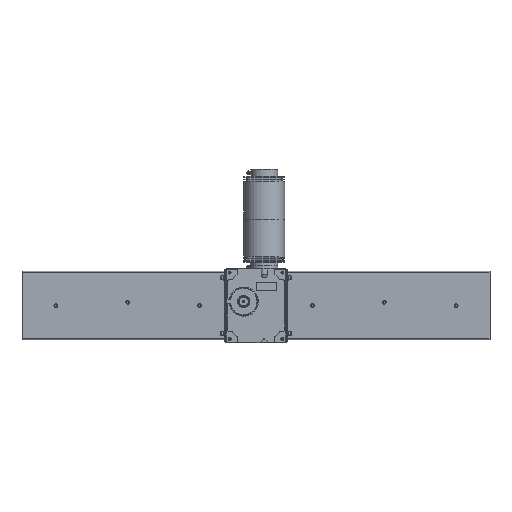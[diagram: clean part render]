
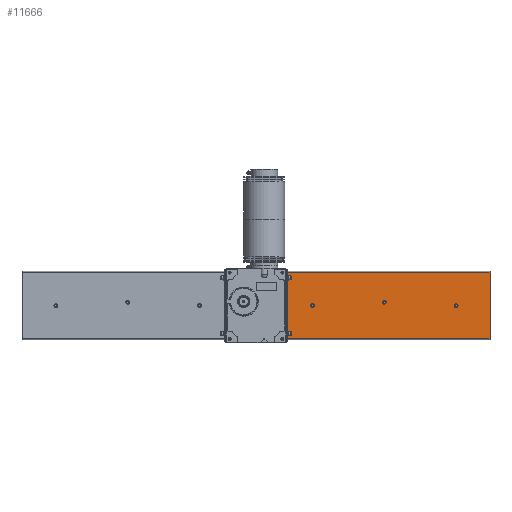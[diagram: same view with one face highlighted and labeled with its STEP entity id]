
A CAD part, top view. The second image highlights one B-rep face of the part: STEP entity #11666.
In plain terms, the highlighted planar face has unit normal (0, 0, 1).
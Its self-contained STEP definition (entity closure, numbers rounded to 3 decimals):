
#685=CIRCLE('',#12680,5.);
#686=CIRCLE('',#12681,5.);
#687=CIRCLE('',#12682,5.);
#1772=ORIENTED_EDGE('',*,*,#4691,.F.);
#1773=ORIENTED_EDGE('',*,*,#4692,.F.);
#1774=ORIENTED_EDGE('',*,*,#4693,.F.);
#1775=ORIENTED_EDGE('',*,*,#4687,.T.);
#1776=ORIENTED_EDGE('',*,*,#4694,.F.);
#1777=ORIENTED_EDGE('',*,*,#4695,.F.);
#1778=ORIENTED_EDGE('',*,*,#4688,.T.);
#4687=EDGE_CURVE('',#6187,#6193,#7241,.T.);
#4688=EDGE_CURVE('',#6194,#6187,#7242,.T.);
#4691=EDGE_CURVE('',#6196,#6196,#685,.F.);
#4692=EDGE_CURVE('',#6197,#6197,#686,.F.);
#4693=EDGE_CURVE('',#6198,#6198,#687,.F.);
#4694=EDGE_CURVE('',#6199,#6193,#7244,.T.);
#4695=EDGE_CURVE('',#6194,#6199,#7245,.T.);
#6187=VERTEX_POINT('',#18245);
#6193=VERTEX_POINT('',#18257);
#6194=VERTEX_POINT('',#18262);
#6196=VERTEX_POINT('',#18268);
#6197=VERTEX_POINT('',#18270);
#6198=VERTEX_POINT('',#18272);
#6199=VERTEX_POINT('',#18274);
#7241=LINE('',#18258,#8211);
#7242=LINE('',#18261,#8212);
#7244=LINE('',#18273,#8214);
#7245=LINE('',#18275,#8215);
#8211=VECTOR('',#14564,1000.);
#8212=VECTOR('',#14569,1000.);
#8214=VECTOR('',#14581,1000.);
#8215=VECTOR('',#14582,1000.);
#9210=EDGE_LOOP('',(#1772));
#9211=EDGE_LOOP('',(#1773));
#9212=EDGE_LOOP('',(#1774));
#9213=EDGE_LOOP('',(#1775,#1776,#1777,#1778));
#10250=FACE_BOUND('',#9210,.T.);
#10251=FACE_BOUND('',#9211,.T.);
#10252=FACE_BOUND('',#9212,.T.);
#10253=FACE_BOUND('',#9213,.T.);
#11153=PLANE('',#12679);
#11666=ADVANCED_FACE('',(#10250,#10251,#10252,#10253),#11153,.F.);
#12679=AXIS2_PLACEMENT_3D('',#18266,#14573,#14574);
#12680=AXIS2_PLACEMENT_3D('',#18267,#14575,#14576);
#12681=AXIS2_PLACEMENT_3D('',#18269,#14577,#14578);
#12682=AXIS2_PLACEMENT_3D('',#18271,#14579,#14580);
#14564=DIRECTION('',(0.,-1.,0.));
#14569=DIRECTION('',(-1.,0.,0.));
#14573=DIRECTION('',(0.,0.,-1.));
#14574=DIRECTION('',(-1.,0.,0.));
#14575=DIRECTION('',(0.,0.,-1.));
#14576=DIRECTION('',(-1.,0.,0.));
#14577=DIRECTION('',(0.,0.,-1.));
#14578=DIRECTION('',(-1.,0.,0.));
#14579=DIRECTION('',(0.,0.,-1.));
#14580=DIRECTION('',(-1.,0.,0.));
#14581=DIRECTION('',(-1.,0.,0.));
#14582=DIRECTION('',(0.,-1.,0.));
#18245=CARTESIAN_POINT('',(4.5,89.6,26.2));
#18257=CARTESIAN_POINT('',(4.5,-89.6,26.2));
#18258=CARTESIAN_POINT('',(4.5,89.6,26.2));
#18261=CARTESIAN_POINT('',(548.,89.6,26.2));
#18262=CARTESIAN_POINT('',(548.,89.6,26.2));
#18266=CARTESIAN_POINT('',(548.,89.6,26.2));
#18267=CARTESIAN_POINT('',(264.,9.,26.2));
#18268=CARTESIAN_POINT('',(259.,9.,26.2));
#18269=CARTESIAN_POINT('',(457.,0.,26.2));
#18270=CARTESIAN_POINT('',(452.,0.,26.2));
#18271=CARTESIAN_POINT('',(71.,0.,26.2));
#18272=CARTESIAN_POINT('',(66.,0.,26.2));
#18273=CARTESIAN_POINT('',(548.,-89.6,26.2));
#18274=CARTESIAN_POINT('',(548.,-89.6,26.2));
#18275=CARTESIAN_POINT('',(548.,89.6,26.2));
